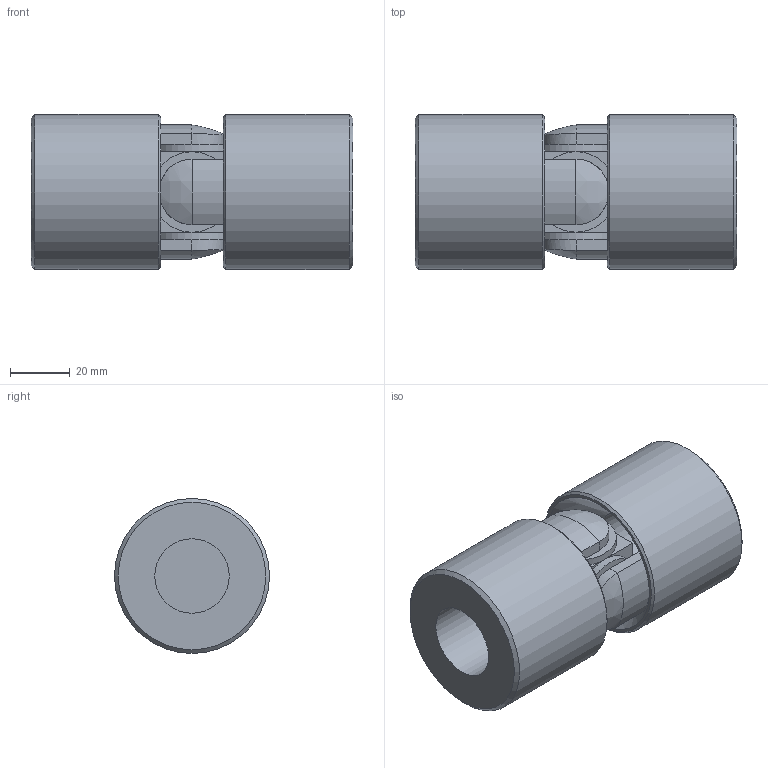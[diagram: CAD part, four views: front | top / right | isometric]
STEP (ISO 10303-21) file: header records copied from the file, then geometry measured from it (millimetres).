
FILE_DESCRIPTION( ( 'STEP AP214' ), '1' );
FILE_NAME( 'SS0S_2500_2_14b.stp', ' ', ( ' ' ), ( ' ' ), 'PSStep 15.0.47', 'PARTsolutions', ' ' );
FILE_SCHEMA( ( 'AUTOMOTIVE_DESIGN { 1 0 10303 214 1 1 1 1 }' ) );
Length unit declared in the file: millimetre
Products named in the file (4): SS0S 2500; HI_5S-1-D; HI_5S-11; HI_5S-1
Assembly tree (4 placements, depth 2):
  SS0S 2500
    HI_5S-1-D
    HI_5S-11  x2
    HI_5S-1
Bounding box: 108 x 52 x 52 mm (x, y, z)
Volume: 161995.4 mm3; surface area: 36231.1 mm2
Topology: 3 solids, 3 shells, 64 faces, 124 edges, 71 vertices
Faces by surface type: plane 38, cylinder 16, cone 6, bspline 4
Full cylindrical faces by diameter (mm): 25 x2, 27 x4, 52 x2
Entity records: 1658 total; most frequent: CARTESIAN_POINT 351, DIRECTION 198, ORIENTED_EDGE 154, AXIS2_PLACEMENT_3D 81, EDGE_CURVE 77, EDGE_LOOP 58, FACE_OUTER_BOUND 51, VERTEX_POINT 47
